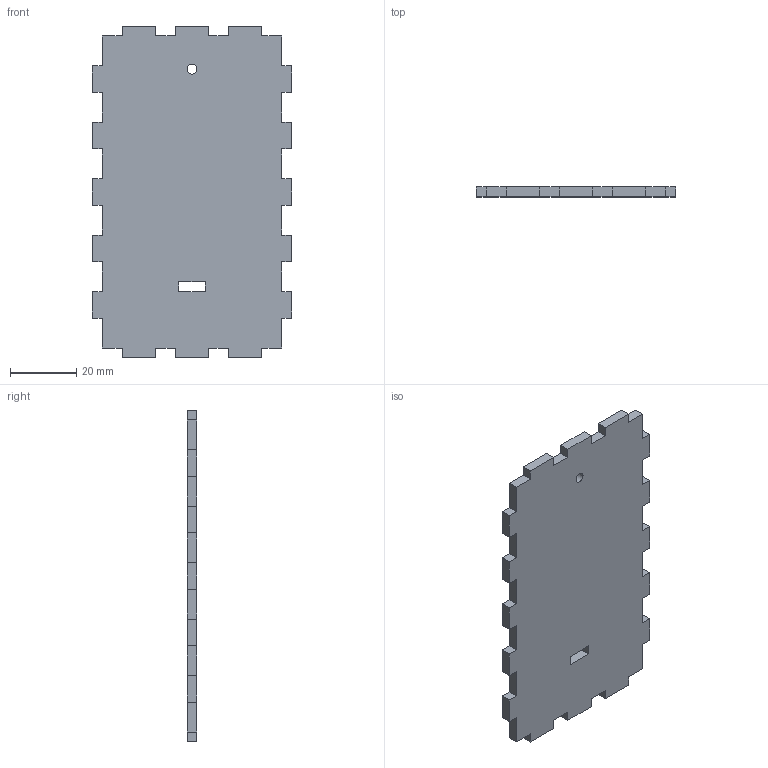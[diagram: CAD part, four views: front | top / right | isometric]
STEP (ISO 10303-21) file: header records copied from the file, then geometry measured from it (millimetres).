
FILE_DESCRIPTION( ( '' ), ' ' );
FILE_NAME( '5d68e756bd7a8016322b33d9.step', '2019-08-30T09:07:35', ( '' ), ( '' ), ' ', ' ', ' ' );
FILE_SCHEMA( ( 'AUTOMOTIVE_DESIGN { 1 0 10303 214 1 1 1 1 }' ) );
Length unit declared in the file: metre
Products named in the file (1): Part 1
Bounding box: 60 x 3 x 100 mm (x, y, z)
Volume: 16394.8 mm3; surface area: 12200.1 mm2
Topology: 1 solids, 1 shells, 75 faces, 219 edges, 146 vertices
Faces by surface type: plane 74, cylinder 1
Full cylindrical faces by diameter (mm): 3 x1
Entity records: 3054 total; most frequent: CARTESIAN_POINT 440, ORIENTED_EDGE 436, DIRECTION 372, EDGE_CURVE 218, LINE 216, VECTOR 216, VERTEX_POINT 146, EDGE_LOOP 80
